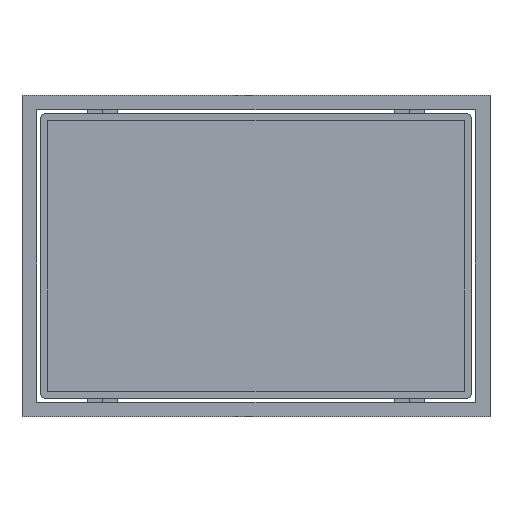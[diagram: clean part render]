
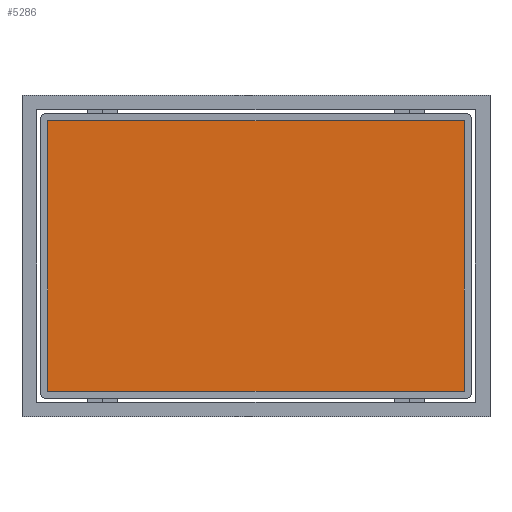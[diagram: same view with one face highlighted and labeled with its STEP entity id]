
A CAD part, top view. The second image highlights one B-rep face of the part: STEP entity #5286.
In plain terms, the highlighted planar face has unit normal (0, 0, 1).
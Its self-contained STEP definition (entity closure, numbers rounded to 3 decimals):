
#190=PLANE('',#5727);
#466=FACE_OUTER_BOUND('',#790,.T.);
#790=EDGE_LOOP('',(#4148,#4149,#4150,#4151));
#1348=LINE('',#9568,#1881);
#1351=LINE('',#9574,#1884);
#1354=LINE('',#9580,#1887);
#1357=LINE('',#9584,#1890);
#1881=VECTOR('',#6573,10.);
#1884=VECTOR('',#6578,10.);
#1887=VECTOR('',#6583,10.);
#1890=VECTOR('',#6588,10.);
#2464=VERTEX_POINT('',#9565);
#2465=VERTEX_POINT('',#9567);
#2467=VERTEX_POINT('',#9573);
#2469=VERTEX_POINT('',#9579);
#3066=EDGE_CURVE('',#2465,#2464,#1348,.T.);
#3069=EDGE_CURVE('',#2467,#2465,#1351,.T.);
#3072=EDGE_CURVE('',#2469,#2467,#1354,.T.);
#3075=EDGE_CURVE('',#2464,#2469,#1357,.T.);
#4148=ORIENTED_EDGE('',*,*,#3075,.T.);
#4149=ORIENTED_EDGE('',*,*,#3072,.T.);
#4150=ORIENTED_EDGE('',*,*,#3069,.T.);
#4151=ORIENTED_EDGE('',*,*,#3066,.T.);
#5286=ADVANCED_FACE('',(#466),#190,.T.);
#5727=AXIS2_PLACEMENT_3D('',#9585,#6589,#6590);
#6573=DIRECTION('',(0.,1.,0.));
#6578=DIRECTION('',(1.,0.,0.));
#6583=DIRECTION('',(0.,-1.,0.));
#6588=DIRECTION('',(-1.,0.,0.));
#6589=DIRECTION('center_axis',(0.,0.,1.));
#6590=DIRECTION('ref_axis',(1.,0.,0.));
#9565=CARTESIAN_POINT('',(285.,185.,44.));
#9567=CARTESIAN_POINT('',(285.,-185.,44.));
#9568=CARTESIAN_POINT('',(285.,-92.5,44.));
#9573=CARTESIAN_POINT('',(-285.,-185.,44.));
#9574=CARTESIAN_POINT('',(-142.5,-185.,44.));
#9579=CARTESIAN_POINT('',(-285.,185.,44.));
#9580=CARTESIAN_POINT('',(-285.,92.5,44.));
#9584=CARTESIAN_POINT('',(142.5,185.,44.));
#9585=CARTESIAN_POINT('Origin',(0.,0.,44.));
